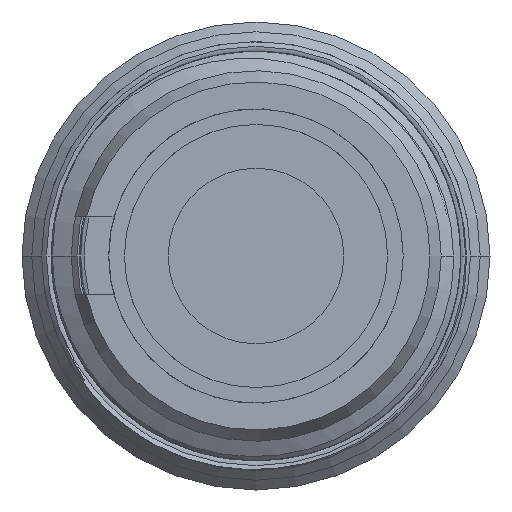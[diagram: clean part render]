
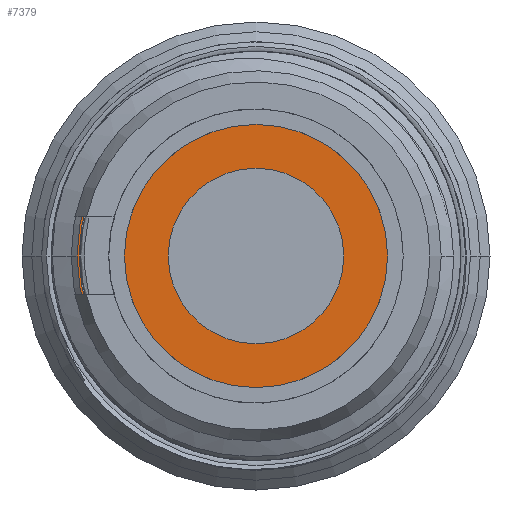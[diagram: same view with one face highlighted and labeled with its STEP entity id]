
A CAD part, left-side view. The second image highlights one B-rep face of the part: STEP entity #7379.
In plain terms, the highlighted planar face has unit normal (-1, 0, 0).
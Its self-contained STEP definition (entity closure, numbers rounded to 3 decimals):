
#7298=CARTESIAN_POINT('',(28.,0.,0.));
#7299=DIRECTION('',(1.,0.,0.));
#7300=DIRECTION('',(0.,0.,-1.));
#7301=AXIS2_PLACEMENT_3D('',#7298,#7299,#7300);
#7303=CARTESIAN_POINT('',(28.,0.,0.));
#7304=DIRECTION('',(1.,0.,0.));
#7305=DIRECTION('',(0.,0.,1.));
#7306=AXIS2_PLACEMENT_3D('',#7303,#7304,#7305);
#7308=CARTESIAN_POINT('',(28.,0.,0.));
#7309=DIRECTION('',(-1.,0.,0.));
#7310=DIRECTION('',(0.,0.,-1.));
#7311=AXIS2_PLACEMENT_3D('',#7308,#7309,#7310);
#7313=CARTESIAN_POINT('',(28.,0.,0.));
#7314=DIRECTION('',(-1.,0.,0.));
#7315=DIRECTION('',(0.,0.,1.));
#7316=AXIS2_PLACEMENT_3D('',#7313,#7314,#7315);
#7346=CARTESIAN_POINT('',(28.,0.,-9.75));
#7347=CARTESIAN_POINT('',(28.,0.,9.75));
#7348=VERTEX_POINT('',#7346);
#7349=VERTEX_POINT('',#7347);
#7350=CARTESIAN_POINT('',(28.,0.,-4.5));
#7351=CARTESIAN_POINT('',(28.,0.,4.5));
#7352=VERTEX_POINT('',#7350);
#7353=VERTEX_POINT('',#7351);
#7362=CARTESIAN_POINT('',(28.,0.,0.));
#7363=DIRECTION('',(1.,0.,0.));
#7364=DIRECTION('',(0.,0.,-1.));
#7365=AXIS2_PLACEMENT_3D('',#7362,#7363,#7364);
#7366=PLANE('',#7365);
#7368=ORIENTED_EDGE('',*,*,#7367,.T.);
#7370=ORIENTED_EDGE('',*,*,#7369,.T.);
#7371=EDGE_LOOP('',(#7368,#7370));
#7372=FACE_OUTER_BOUND('',#7371,.F.);
#7374=ORIENTED_EDGE('',*,*,#7373,.T.);
#7376=ORIENTED_EDGE('',*,*,#7375,.T.);
#7377=EDGE_LOOP('',(#7374,#7376));
#7378=FACE_BOUND('',#7377,.F.);
#7302=CIRCLE('',#7301,9.75);
#7307=CIRCLE('',#7306,9.75);
#7312=CIRCLE('',#7311,4.5);
#7317=CIRCLE('',#7316,4.5);
#7367=EDGE_CURVE('',#7348,#7349,#7302,.T.);
#7369=EDGE_CURVE('',#7349,#7348,#7307,.T.);
#7373=EDGE_CURVE('',#7352,#7353,#7312,.T.);
#7375=EDGE_CURVE('',#7353,#7352,#7317,.T.);
#7379=ADVANCED_FACE('',(#7372,#7378),#7366,.F.);
